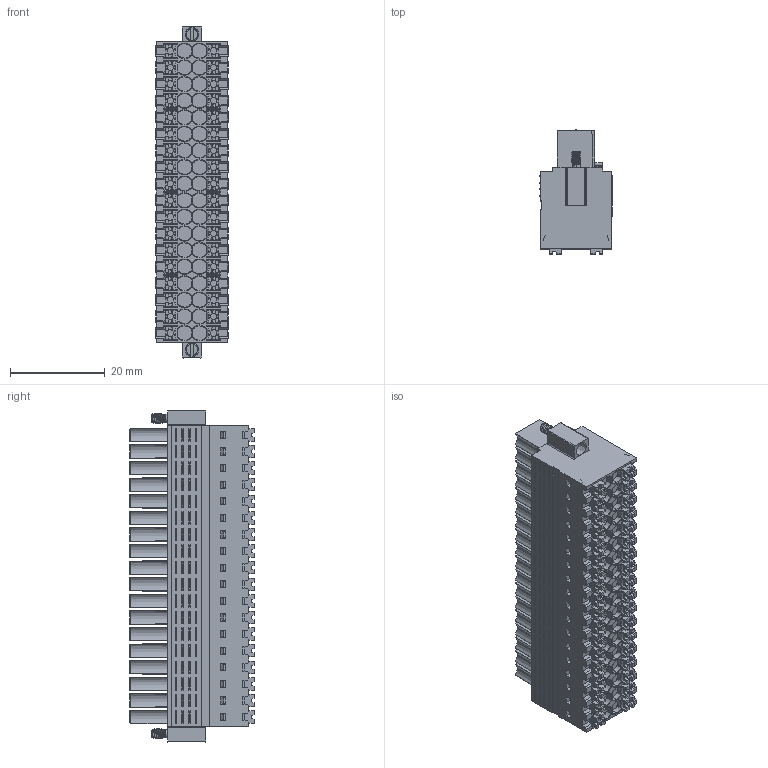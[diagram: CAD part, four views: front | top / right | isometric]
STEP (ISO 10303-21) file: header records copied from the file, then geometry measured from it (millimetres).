
FILE_DESCRIPTION( ('This file contains a STEP AP42 implementation' ,'as created by ZW3D STEP Interface translator.') ,'2;1' );
FILE_NAME( 'WJ15EDGKNHBM-3.5-2x18P-13-00A.stp' ,'22 8 2.153353', (''), ('ZWCAD Software Co.'), 'Version 1.0', 'ZW3D to STEP translator', '' );
FILE_SCHEMA(('AUTOMOTIVE_DESIGN { 1 0 10303 214 1 1 1 1 }'));
Length unit declared in the file: millimetre
Products named in the file (2): 0; WJ15EDGKNHBM-3.5-2x18P-13-00A
Bounding box: 15.22 x 26.22 x 70 mm (x, y, z)
Volume: 18242.3 mm3; surface area: 14010.6 mm2
Topology: 1 solids, 1 shells, 6450 faces, 17698 edges, 11560 vertices
Faces by surface type: plane 5265, bspline 685, cylinder 282, cone 218
Entity records: 221762 total; most frequent: CARTESIAN_POINT 56017, ORIENTED_EDGE 35406, DIRECTION 28920, EDGE_CURVE 17703, VECTOR 14460, LINE 14460, VERTEX_POINT 11565, AXIS2_PLACEMENT_3D 7230
